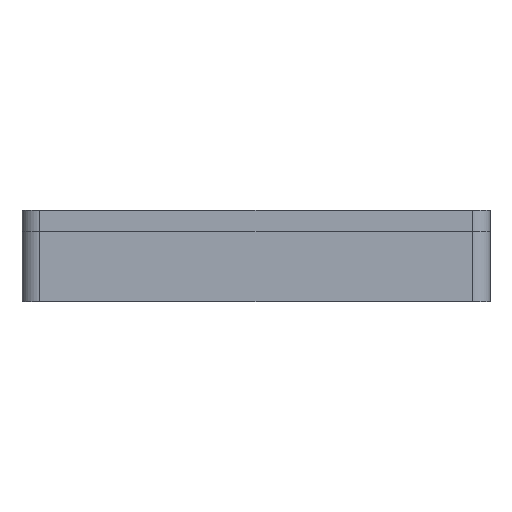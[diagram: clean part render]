
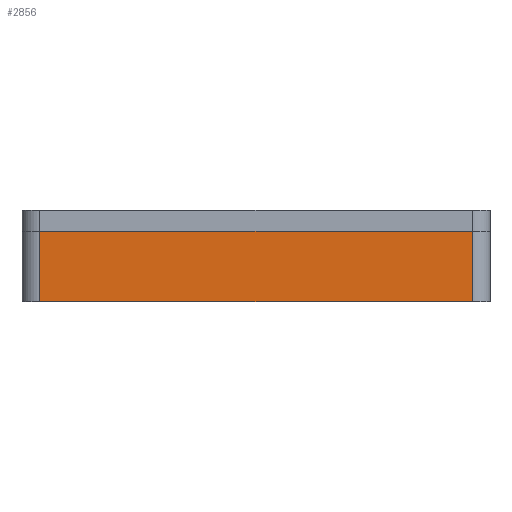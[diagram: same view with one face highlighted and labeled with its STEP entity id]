
A CAD part, front view. The second image highlights one B-rep face of the part: STEP entity #2856.
In plain terms, the highlighted planar face has unit normal (0, -1, 0).
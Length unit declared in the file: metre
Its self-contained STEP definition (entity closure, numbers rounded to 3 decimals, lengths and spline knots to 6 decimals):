
#176=LINE('',#4773,#354);
#177=LINE('',#4776,#355);
#178=LINE('',#4778,#356);
#179=LINE('',#4780,#357);
#354=VECTOR('',#3976,1.);
#355=VECTOR('',#3977,1.);
#356=VECTOR('',#3978,1.);
#357=VECTOR('',#3979,1.);
#426=PLANE('',#3205);
#1048=ORIENTED_EDGE('',*,*,#1470,.F.);
#1049=ORIENTED_EDGE('',*,*,#1471,.T.);
#1050=ORIENTED_EDGE('',*,*,#1472,.T.);
#1051=ORIENTED_EDGE('',*,*,#1473,.T.);
#1470=EDGE_CURVE('',#1766,#1767,#176,.T.);
#1471=EDGE_CURVE('',#1766,#1768,#177,.T.);
#1472=EDGE_CURVE('',#1768,#1769,#178,.T.);
#1473=EDGE_CURVE('',#1769,#1767,#179,.F.);
#1766=VERTEX_POINT('',#4774);
#1767=VERTEX_POINT('',#4775);
#1768=VERTEX_POINT('',#4777);
#1769=VERTEX_POINT('',#4779);
#2276=EDGE_LOOP('',(#1048,#1049,#1050,#1051));
#2608=FACE_BOUND('',#2276,.T.);
#2856=ADVANCED_FACE('',(#2608),#426,.F.);
#3205=AXIS2_PLACEMENT_3D('',#4772,#3974,#3975);
#3974=DIRECTION('',(0.,1.,0.));
#3975=DIRECTION('',(0.,0.,1.));
#3976=DIRECTION('',(1.,0.,0.));
#3977=DIRECTION('',(0.,0.,-1.));
#3978=DIRECTION('',(1.,0.,0.));
#3979=DIRECTION('',(0.,0.,-1.));
#4772=CARTESIAN_POINT('',(0.,-0.05191,0.003));
#4773=CARTESIAN_POINT('',(0.,-0.05191,0.01));
#4774=CARTESIAN_POINT('',(-0.030638,-0.05191,0.01));
#4775=CARTESIAN_POINT('',(0.030638,-0.05191,0.01));
#4776=CARTESIAN_POINT('',(-0.030638,-0.05191,0.));
#4777=CARTESIAN_POINT('',(-0.030638,-0.05191,0.));
#4778=CARTESIAN_POINT('',(0.,-0.05191,0.));
#4779=CARTESIAN_POINT('',(0.030638,-0.05191,0.));
#4780=CARTESIAN_POINT('',(0.030638,-0.05191,0.003));
